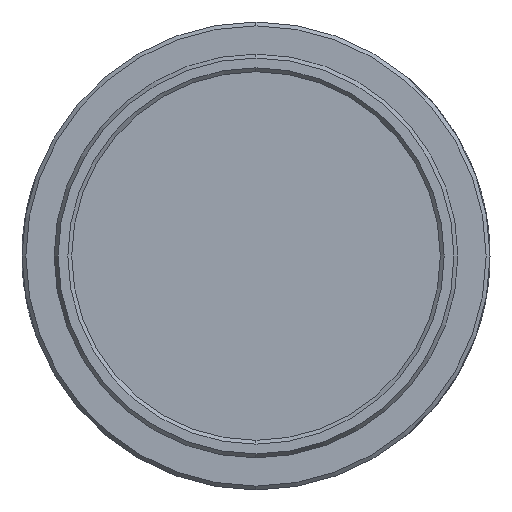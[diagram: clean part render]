
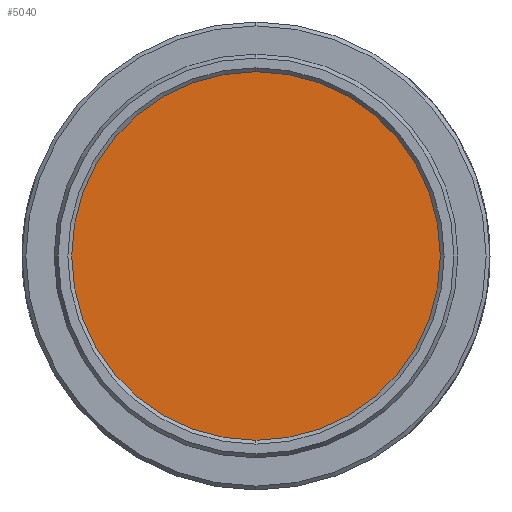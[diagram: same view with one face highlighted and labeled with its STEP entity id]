
A CAD part, left-side view. The second image highlights one B-rep face of the part: STEP entity #5040.
In plain terms, the highlighted planar face has unit normal (-1, 0, 0).
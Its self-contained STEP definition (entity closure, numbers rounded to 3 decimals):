
#448 = FACE_OUTER_BOUND ( 'NONE', #9544, .T. ) ;
#712 = ORIENTED_EDGE ( 'NONE', *, *, #4311, .F. ) ;
#837 = DIRECTION ( 'NONE',  ( 1., 0., 0. ) ) ;
#914 = CARTESIAN_POINT ( 'NONE',  ( -7.62, 0., 0. ) ) ;
#1694 = CIRCLE ( 'NONE', #8355, 12.7 ) ;
#1852 = PLANE ( 'NONE',  #6782 ) ;
#2293 = VERTEX_POINT ( 'NONE', #5865 ) ;
#3018 = CARTESIAN_POINT ( 'NONE',  ( -7.62, -5.782, -11.307 ) ) ;
#3391 = DIRECTION ( 'NONE',  ( 1., 0., 0. ) ) ;
#3446 = CARTESIAN_POINT ( 'NONE',  ( -7.62, 0., 0. ) ) ;
#4311 = EDGE_CURVE ( 'NONE', #2293, #6030, #1694, .T. ) ;
#4861 = CARTESIAN_POINT ( 'NONE',  ( -7.62, 0., 0. ) ) ;
#4898 = DIRECTION ( 'NONE',  ( 1., 0., 0. ) ) ;
#5040 = ADVANCED_FACE ( 'NONE', ( #448 ), #1852, .F. ) ;
#5749 = ORIENTED_EDGE ( 'NONE', *, *, #5924, .F. ) ;
#5865 = CARTESIAN_POINT ( 'NONE',  ( -7.62, 5.782, 11.307 ) ) ;
#5924 = EDGE_CURVE ( 'NONE', #6030, #2293, #9436, .T. ) ;
#6030 = VERTEX_POINT ( 'NONE', #3018 ) ;
#6296 = DIRECTION ( 'NONE',  ( 0., -0.455, -0.89 ) ) ;
#6439 = DIRECTION ( 'NONE',  ( 0., -0.455, -0.89 ) ) ;
#6782 = AXIS2_PLACEMENT_3D ( 'NONE', #914, #3391, #6439 ) ;
#7632 = AXIS2_PLACEMENT_3D ( 'NONE', #4861, #837, #6296 ) ;
#8355 = AXIS2_PLACEMENT_3D ( 'NONE', #3446, #4898, #8861 ) ;
#8861 = DIRECTION ( 'NONE',  ( 0., -0.455, -0.89 ) ) ;
#9436 = CIRCLE ( 'NONE', #7632, 12.7 ) ;
#9544 = EDGE_LOOP ( 'NONE', ( #5749, #712 ) ) ;
